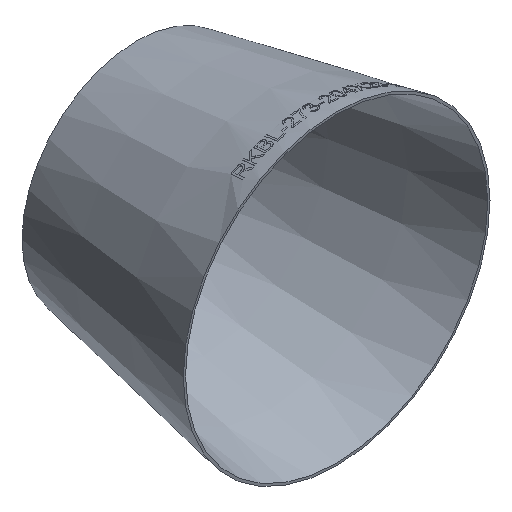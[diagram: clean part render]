
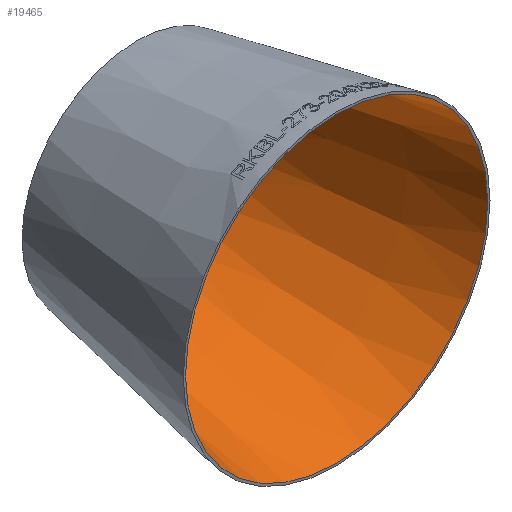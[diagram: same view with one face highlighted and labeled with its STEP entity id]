
A CAD part, isometric view. The second image highlights one B-rep face of the part: STEP entity #19465.
In plain terms, the highlighted conical face has half-angle 10.969 degrees and reference radius 134.463 mm.
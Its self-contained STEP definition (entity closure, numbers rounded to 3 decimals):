
#5890 = CONICAL_SURFACE ( 'NONE', #28828, 134.463, 0.191 ) ;
#6004 = DIRECTION ( 'NONE',  ( 0., 0., -1. ) ) ;
#6510 = DIRECTION ( 'NONE',  ( 0., -1., 0. ) ) ;
#6816 = CARTESIAN_POINT ( 'NONE',  ( 0., 178., -99.963 ) ) ;
#7141 = ORIENTED_EDGE ( 'NONE', *, *, #8459, .F. ) ;
#8459 = EDGE_CURVE ( 'NONE', #23145, #23145, #9388, .T. ) ;
#8808 = AXIS2_PLACEMENT_3D ( 'NONE', #25695, #6510, #28928 ) ;
#9388 = CIRCLE ( 'NONE', #8808, 99.963 ) ;
#10318 = ORIENTED_EDGE ( 'NONE', *, *, #17158, .T. ) ;
#12707 = CARTESIAN_POINT ( 'NONE',  ( 0., 0., -134.463 ) ) ;
#16060 = DIRECTION ( 'NONE',  ( 0., 0., -1. ) ) ;
#17158 = EDGE_CURVE ( 'NONE', #34082, #34082, #23926, .T. ) ;
#19465 = ADVANCED_FACE ( 'NONE', ( #33270, #22516 ), #5890, .F. ) ;
#19633 = CARTESIAN_POINT ( 'NONE',  ( 0., 0., 0. ) ) ;
#22516 = FACE_OUTER_BOUND ( 'NONE', #28058, .T. ) ;
#23145 = VERTEX_POINT ( 'NONE', #6816 ) ;
#23926 = CIRCLE ( 'NONE', #34214, 134.463 ) ;
#25695 = CARTESIAN_POINT ( 'NONE',  ( 0., 178., 0. ) ) ;
#26426 = EDGE_LOOP ( 'NONE', ( #7141 ) ) ;
#27550 = CARTESIAN_POINT ( 'NONE',  ( 0., 0., 0. ) ) ;
#28058 = EDGE_LOOP ( 'NONE', ( #10318 ) ) ;
#28828 = AXIS2_PLACEMENT_3D ( 'NONE', #19633, #30237, #6004 ) ;
#28928 = DIRECTION ( 'NONE',  ( 0., 0., -1. ) ) ;
#30237 = DIRECTION ( 'NONE',  ( 0., -1., 0. ) ) ;
#33270 = FACE_BOUND ( 'NONE', #26426, .T. ) ;
#34082 = VERTEX_POINT ( 'NONE', #12707 ) ;
#34214 = AXIS2_PLACEMENT_3D ( 'NONE', #27550, #35078, #16060 ) ;
#35078 = DIRECTION ( 'NONE',  ( 0., -1., 0. ) ) ;
